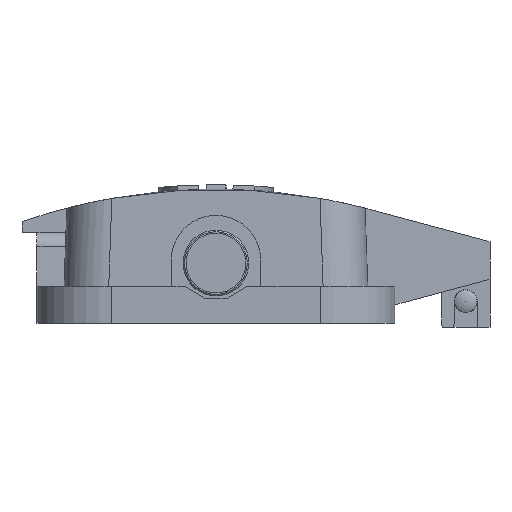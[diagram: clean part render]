
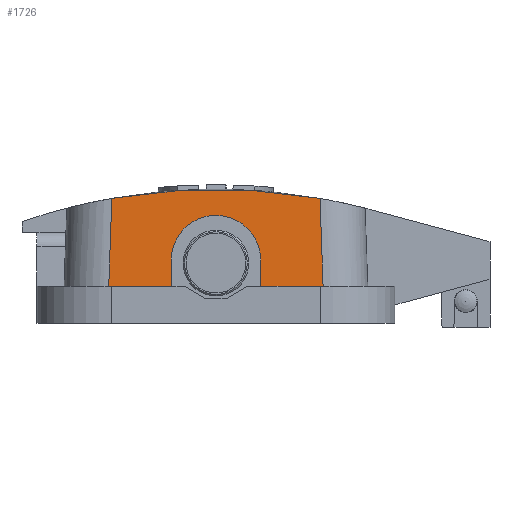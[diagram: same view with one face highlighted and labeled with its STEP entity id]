
A CAD part, left-side view. The second image highlights one B-rep face of the part: STEP entity #1726.
In plain terms, the highlighted planar face has unit normal (-0.999, 0, 0.035).
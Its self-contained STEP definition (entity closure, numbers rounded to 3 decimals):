
#1726=ADVANCED_FACE('',(#2129),#2017,.T.);
#2017=PLANE('',#6206);
#2129=FACE_OUTER_BOUND('',#2370,.T.);
#2370=EDGE_LOOP('',(#3341,#3342,#3343,#3344,#3345,#3346,#3347,#3348));
#2725=LINE('',#7464,#3025);
#2726=LINE('',#7466,#3026);
#2727=LINE('',#7468,#3027);
#2728=LINE('',#7472,#3028);
#2729=LINE('',#7474,#3029);
#2730=LINE('',#7476,#3030);
#3025=VECTOR('',#6520,1.);
#3026=VECTOR('',#6521,1.);
#3027=VECTOR('',#6522,1.);
#3028=VECTOR('',#6525,1.);
#3029=VECTOR('',#6526,1.);
#3030=VECTOR('',#6527,1.);
#3341=ORIENTED_EDGE('',*,*,#5270,.F.);
#3342=ORIENTED_EDGE('',*,*,#5271,.T.);
#3343=ORIENTED_EDGE('',*,*,#5272,.F.);
#3344=ORIENTED_EDGE('',*,*,#5273,.T.);
#3345=ORIENTED_EDGE('',*,*,#5274,.T.);
#3346=ORIENTED_EDGE('',*,*,#5275,.T.);
#3347=ORIENTED_EDGE('',*,*,#5276,.F.);
#3348=ORIENTED_EDGE('',*,*,#5277,.T.);
#4785=VERTEX_POINT('',#7462);
#4786=VERTEX_POINT('',#7463);
#4787=VERTEX_POINT('',#7465);
#4788=VERTEX_POINT('',#7467);
#4789=VERTEX_POINT('',#7469);
#4790=VERTEX_POINT('',#7471);
#4791=VERTEX_POINT('',#7473);
#4792=VERTEX_POINT('',#7475);
#5270=EDGE_CURVE('',#4785,#4786,#5992,.T.);
#5271=EDGE_CURVE('',#4785,#4787,#2725,.T.);
#5272=EDGE_CURVE('',#4788,#4787,#2726,.T.);
#5273=EDGE_CURVE('',#4788,#4789,#2727,.T.);
#5274=EDGE_CURVE('',#4789,#4790,#5993,.T.);
#5275=EDGE_CURVE('',#4790,#4791,#2728,.T.);
#5276=EDGE_CURVE('',#4792,#4791,#2729,.T.);
#5277=EDGE_CURVE('',#4792,#4786,#2730,.T.);
#5992=ELLIPSE('',#6204,80.049,80.);
#5993=ELLIPSE('',#6205,6.004,6.);
#6204=AXIS2_PLACEMENT_3D('',#7461,#6518,#6519);
#6205=AXIS2_PLACEMENT_3D('',#7470,#6523,#6524);
#6206=AXIS2_PLACEMENT_3D('',#7477,#6528,#6529);
#6518=DIRECTION('',(0.999,0.,-0.035));
#6519=DIRECTION('',(-0.035,0.,-0.999));
#6520=DIRECTION('',(-0.035,0.035,-0.999));
#6521=DIRECTION('',(0.,1.,0.));
#6522=DIRECTION('',(0.035,0.,0.999));
#6523=DIRECTION('',(0.999,0.,-0.035));
#6524=DIRECTION('',(-0.035,0.,-0.999));
#6525=DIRECTION('',(-0.035,0.,-0.999));
#6526=DIRECTION('',(0.,1.,0.));
#6527=DIRECTION('',(0.035,0.035,0.999));
#6528=DIRECTION('',(-0.999,0.,0.035));
#6529=DIRECTION('',(0.035,0.,0.999));
#7461=CARTESIAN_POINT('',(-47.794,0.,-64.5));
#7462=CARTESIAN_POINT('',(-45.043,13.958,14.273));
#7463=CARTESIAN_POINT('',(-45.043,-13.958,14.273));
#7464=CARTESIAN_POINT('',(-44.983,13.898,15.985));
#7465=CARTESIAN_POINT('',(-45.454,14.369,2.5));
#7466=CARTESIAN_POINT('',(-45.454,24.,2.5));
#7467=CARTESIAN_POINT('',(-45.454,6.,2.5));
#7468=CARTESIAN_POINT('',(-45.,6.,15.5));
#7469=CARTESIAN_POINT('',(-45.332,6.,6.));
#7470=CARTESIAN_POINT('',(-45.332,0.,6.));
#7471=CARTESIAN_POINT('',(-45.332,-6.,6.));
#7472=CARTESIAN_POINT('',(-45.,-6.,15.5));
#7473=CARTESIAN_POINT('',(-45.454,-6.,2.5));
#7474=CARTESIAN_POINT('',(-45.454,24.,2.5));
#7475=CARTESIAN_POINT('',(-45.454,-14.369,2.5));
#7476=CARTESIAN_POINT('',(-44.983,-13.898,15.985));
#7477=CARTESIAN_POINT('',(-45.,0.,15.5));
